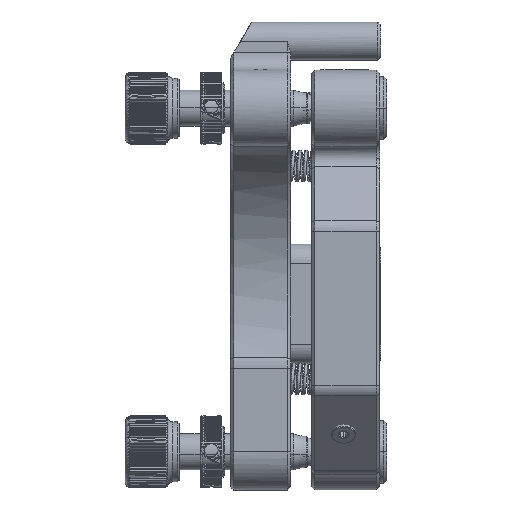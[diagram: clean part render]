
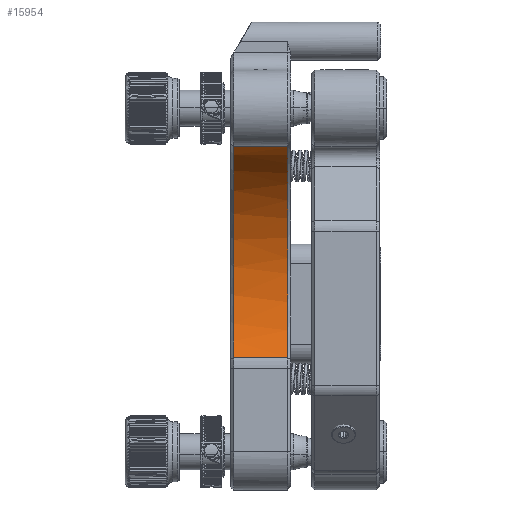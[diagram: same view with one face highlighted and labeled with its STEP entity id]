
A CAD part, left-side view. The second image highlights one B-rep face of the part: STEP entity #15954.
In plain terms, the highlighted cylindrical face has radius 27.5 mm (diameter 55 mm), a partial arc.
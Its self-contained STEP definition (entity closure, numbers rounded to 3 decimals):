
#55 = CARTESIAN_POINT ( 'NONE',  ( -4.696, 4.5, 24.5 ) ) ;
#1288 = CARTESIAN_POINT ( 'NONE',  ( -11.365, 4.5, 23.252 ) ) ;
#1505 = ORIENTED_EDGE ( 'NONE', *, *, #53696, .T. ) ;
#1893 = AXIS2_PLACEMENT_3D ( 'NONE', #28242, #27597, #17571 ) ;
#4386 = CARTESIAN_POINT ( 'NONE',  ( -3., 4.5, 24.5 ) ) ;
#4401 = B_SPLINE_CURVE_WITH_KNOTS ( 'NONE', 3,
 ( #45728, #66138, #7220, #42674 ),
 .UNSPECIFIED., .F., .F.,
 ( 4, 4 ),
 ( 0., 1. ),
 .UNSPECIFIED. ) ;
#6222 = CARTESIAN_POINT ( 'NONE',  ( 21.98, 4.5, 8.713 ) ) ;
#6550 = CARTESIAN_POINT ( 'NONE',  ( 11.793, 4.5, 20.289 ) ) ;
#7193 = FACE_OUTER_BOUND ( 'NONE', #46720, .T. ) ;
#7198 = CARTESIAN_POINT ( 'NONE',  ( 16.955, 4.5, 16.053 ) ) ;
#7220 = CARTESIAN_POINT ( 'NONE',  ( 22.638, 1.5, -12.946 ) ) ;
#7899 = VERTEX_POINT ( 'NONE', #10399 ) ;
#8098 = CARTESIAN_POINT ( 'NONE',  ( -7.869, -4.5, 24.195 ) ) ;
#9075 = CARTESIAN_POINT ( 'NONE',  ( -10.477, -4.5, 23.596 ) ) ;
#10399 = CARTESIAN_POINT ( 'NONE',  ( 22.638, -4.5, -12.946 ) ) ;
#11894 = CARTESIAN_POINT ( 'NONE',  ( 18.435, 4.5, 14.371 ) ) ;
#12215 = CARTESIAN_POINT ( 'NONE',  ( 23.994, 4.5, -8.701 ) ) ;
#13330 = ORIENTED_EDGE ( 'NONE', *, *, #41787, .T. ) ;
#13435 = CARTESIAN_POINT ( 'NONE',  ( 12.429, -4.5, 19.918 ) ) ;
#14384 = VERTEX_POINT ( 'NONE', #20024 ) ;
#15142 = ORIENTED_EDGE ( 'NONE', *, *, #41577, .F. ) ;
#15499 = CARTESIAN_POINT ( 'NONE',  ( -12.946, -1.5, 22.638 ) ) ;
#15954 = ADVANCED_FACE ( 'NONE', ( #7193 ), #48659, .F. ) ;
#16178 = VERTEX_POINT ( 'NONE', #21200 ) ;
#16275 = CARTESIAN_POINT ( 'NONE',  ( 1.448, 4.5, 24.229 ) ) ;
#17571 = DIRECTION ( 'NONE',  ( 0., 0., -1. ) ) ;
#18135 = CARTESIAN_POINT ( 'NONE',  ( 7.772, -4.5, 22.44 ) ) ;
#20024 = CARTESIAN_POINT ( 'NONE',  ( -12.946, -4.5, 22.638 ) ) ;
#20532 = CARTESIAN_POINT ( 'NONE',  ( -12.946, 1.5, 22.638 ) ) ;
#21200 = CARTESIAN_POINT ( 'NONE',  ( -3., 4.5, 24.5 ) ) ;
#21618 = CARTESIAN_POINT ( 'NONE',  ( 7.859, 4.5, 22.363 ) ) ;
#21684 = CARTESIAN_POINT ( 'NONE',  ( -6.392, 4.5, 24.343 ) ) ;
#22665 = CARTESIAN_POINT ( 'NONE',  ( 22.638, 4.5, -12.946 ) ) ;
#23895 = EDGE_CURVE ( 'NONE', #55008, #16178, #57136, .T. ) ;
#24093 = VERTEX_POINT ( 'NONE', #22665 ) ;
#24129 = CARTESIAN_POINT ( 'NONE',  ( 22.44, -4.5, 7.772 ) ) ;
#26618 = CARTESIAN_POINT ( 'NONE',  ( 24.062, 4.5, 2.369 ) ) ;
#27271 = CARTESIAN_POINT ( 'NONE',  ( 5.765, 4.5, 23.16 ) ) ;
#27597 = DIRECTION ( 'NONE',  ( 0., -1., 0. ) ) ;
#27603 = CARTESIAN_POINT ( 'NONE',  ( 23.443, 4.5, -10.872 ) ) ;
#28175 = EDGE_CURVE ( 'NONE', #7899, #24093, #4401, .T. ) ;
#28242 = CARTESIAN_POINT ( 'NONE',  ( -3., 5., -3. ) ) ;
#32617 = CARTESIAN_POINT ( 'NONE',  ( 22.638, 4.5, -12.946 ) ) ;
#34176 = CARTESIAN_POINT ( 'NONE',  ( -2.591, -4.5, 24.624 ) ) ;
#34497 = CARTESIAN_POINT ( 'NONE',  ( 24.195, -4.5, -7.869 ) ) ;
#34822 = CARTESIAN_POINT ( 'NONE',  ( 18.318, -4.5, 14.573 ) ) ;
#37249 = CARTESIAN_POINT ( 'NONE',  ( -12.946, 4.5, 22.638 ) ) ;
#38876 = CARTESIAN_POINT ( 'NONE',  ( 5.261, -4.5, 23.363 ) ) ;
#40065 = B_SPLINE_CURVE_WITH_KNOTS ( 'NONE', 3,
 ( #64279, #63940, #34497, #43878, #59583, #53912, #24129, #54878, #34822, #44528, #13435, #18135, #38876, #64606, #34176, #8098, #9075, #59261 ),
 .UNSPECIFIED., .F., .F.,
 ( 4, 2, 2, 2, 2, 2, 2, 2, 4 ),
 ( 0., 0.125, 0.25, 0.375, 0.5, 0.625, 0.75, 0.875, 1. ),
 .UNSPECIFIED. ) ;
#41577 = EDGE_CURVE ( 'NONE', #55008, #14384, #50358, .T. ) ;
#41787 = EDGE_CURVE ( 'NONE', #7899, #14384, #40065, .T. ) ;
#42674 = CARTESIAN_POINT ( 'NONE',  ( 22.638, 4.5, -12.946 ) ) ;
#43180 = B_SPLINE_CURVE_WITH_KNOTS ( 'NONE', 3,
 ( #52375, #53014, #16275, #27271, #21618, #6550, #63381, #7198, #11894, #52037, #6222, #47675, #26618, #47030, #58048, #12215, #27603, #32617 ),
 .UNSPECIFIED., .F., .F.,
 ( 4, 2, 2, 2, 2, 2, 2, 2, 4 ),
 ( 0., 0.125, 0.25, 0.375, 0.5, 0.625, 0.75, 0.875, 1. ),
 .UNSPECIFIED. ) ;
#43878 = CARTESIAN_POINT ( 'NONE',  ( 24.624, -4.5, -2.591 ) ) ;
#44528 = CARTESIAN_POINT ( 'NONE',  ( 14.573, -4.5, 18.318 ) ) ;
#45728 = CARTESIAN_POINT ( 'NONE',  ( 22.638, -4.5, -12.946 ) ) ;
#46720 = EDGE_LOOP ( 'NONE', ( #13330, #15142, #65572, #1505, #60461 ) ) ;
#47030 = CARTESIAN_POINT ( 'NONE',  ( 24.573, 4.5, -2.049 ) ) ;
#47675 = CARTESIAN_POINT ( 'NONE',  ( 23.538, 4.5, 4.547 ) ) ;
#48659 = CYLINDRICAL_SURFACE ( 'NONE', #1893, 27.5 ) ;
#50207 = CARTESIAN_POINT ( 'NONE',  ( -9.726, 4.5, 23.719 ) ) ;
#50358 = B_SPLINE_CURVE_WITH_KNOTS ( 'NONE', 3,
 ( #51297, #20532, #15499, #51941 ),
 .UNSPECIFIED., .F., .F.,
 ( 4, 4 ),
 ( 0., 1. ),
 .UNSPECIFIED. ) ;
#51297 = CARTESIAN_POINT ( 'NONE',  ( -12.946, 4.5, 22.638 ) ) ;
#51941 = CARTESIAN_POINT ( 'NONE',  ( -12.946, -4.5, 22.638 ) ) ;
#52037 = CARTESIAN_POINT ( 'NONE',  ( 20.947, 4.5, 10.701 ) ) ;
#52375 = CARTESIAN_POINT ( 'NONE',  ( -3., 4.5, 24.5 ) ) ;
#53014 = CARTESIAN_POINT ( 'NONE',  ( -0.776, 4.5, 24.5 ) ) ;
#53696 = EDGE_CURVE ( 'NONE', #16178, #24093, #43180, .T. ) ;
#53912 = CARTESIAN_POINT ( 'NONE',  ( 23.363, -4.5, 5.261 ) ) ;
#54878 = CARTESIAN_POINT ( 'NONE',  ( 19.918, -4.5, 12.429 ) ) ;
#55008 = VERTEX_POINT ( 'NONE', #37249 ) ;
#57136 = B_SPLINE_CURVE_WITH_KNOTS ( 'NONE', 3,
 ( #59921, #1288, #50207, #21684, #55, #4386 ),
 .UNSPECIFIED., .F., .F.,
 ( 4, 2, 4 ),
 ( 0., 0.5, 1. ),
 .UNSPECIFIED. ) ;
#58048 = CARTESIAN_POINT ( 'NONE',  ( 24.56, 4.5, -4.289 ) ) ;
#59261 = CARTESIAN_POINT ( 'NONE',  ( -12.946, -4.5, 22.638 ) ) ;
#59583 = CARTESIAN_POINT ( 'NONE',  ( 24.455, -4.5, 0.079 ) ) ;
#59921 = CARTESIAN_POINT ( 'NONE',  ( -12.946, 4.5, 22.638 ) ) ;
#60461 = ORIENTED_EDGE ( 'NONE', *, *, #28175, .F. ) ;
#63381 = CARTESIAN_POINT ( 'NONE',  ( 13.634, 4.5, 19.012 ) ) ;
#63940 = CARTESIAN_POINT ( 'NONE',  ( 23.596, -4.5, -10.477 ) ) ;
#64279 = CARTESIAN_POINT ( 'NONE',  ( 22.638, -4.5, -12.946 ) ) ;
#64606 = CARTESIAN_POINT ( 'NONE',  ( 0.079, -4.5, 24.455 ) ) ;
#65572 = ORIENTED_EDGE ( 'NONE', *, *, #23895, .T. ) ;
#66138 = CARTESIAN_POINT ( 'NONE',  ( 22.638, -1.5, -12.946 ) ) ;
